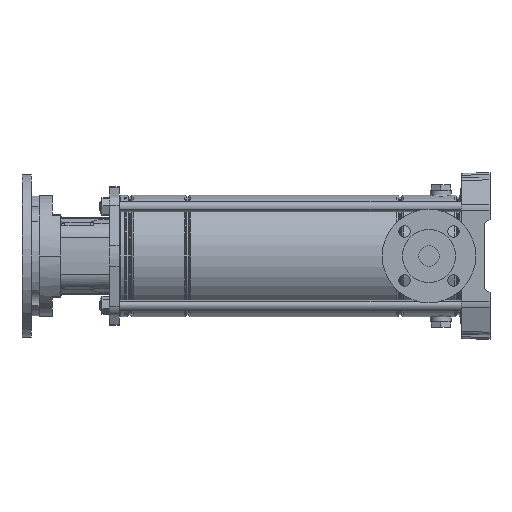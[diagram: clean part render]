
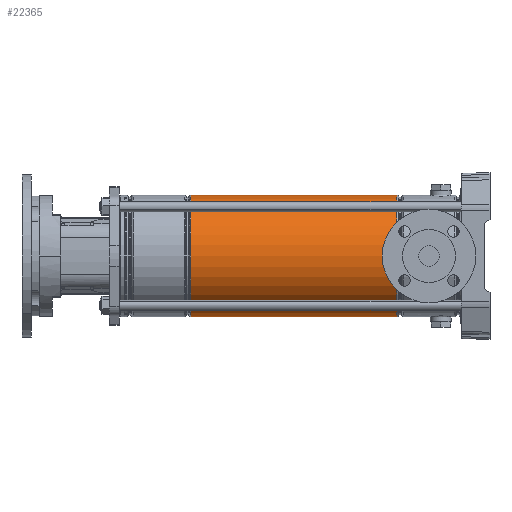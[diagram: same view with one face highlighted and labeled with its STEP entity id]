
A CAD part, left-side view. The second image highlights one B-rep face of the part: STEP entity #22365.
In plain terms, the highlighted cylindrical face has radius 74.9 mm (diameter 149.8 mm), a partial arc.
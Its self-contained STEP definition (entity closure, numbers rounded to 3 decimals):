
#1493 = ORIENTED_EDGE ( 'NONE', *, *, #6953, .T. ) ;
#1716 = ORIENTED_EDGE ( 'NONE', *, *, #25158, .T. ) ;
#2695 = DIRECTION ( 'NONE',  ( -1., 0., 0. ) ) ;
#2816 = CIRCLE ( 'NONE', #15369, 74.9 ) ;
#3566 = DIRECTION ( 'NONE',  ( 0., 0., -1. ) ) ;
#5583 = AXIS2_PLACEMENT_3D ( 'NONE', #6266, #10957, #26931 ) ;
#6266 = CARTESIAN_POINT ( 'NONE',  ( 0., 0., 340.221 ) ) ;
#6746 = VERTEX_POINT ( 'NONE', #10862 ) ;
#6953 = EDGE_CURVE ( 'NONE', #14652, #7832, #24253, .T. ) ;
#7450 = LINE ( 'NONE', #26002, #21172 ) ;
#7832 = VERTEX_POINT ( 'NONE', #21482 ) ;
#9214 = ORIENTED_EDGE ( 'NONE', *, *, #18731, .F. ) ;
#9495 = CYLINDRICAL_SURFACE ( 'NONE', #24323, 74.9 ) ;
#10862 = CARTESIAN_POINT ( 'NONE',  ( -74.9, 0., 340.221 ) ) ;
#10957 = DIRECTION ( 'NONE',  ( 0., 0., -1. ) ) ;
#11995 = VECTOR ( 'NONE', #3566, 1000. ) ;
#12148 = DIRECTION ( 'NONE',  ( 0., 0., -1. ) ) ;
#14034 = EDGE_CURVE ( 'NONE', #7832, #26546, #2816, .T. ) ;
#14055 = FACE_OUTER_BOUND ( 'NONE', #27001, .T. ) ;
#14200 = DIRECTION ( 'NONE',  ( 0., 0., -1. ) ) ;
#14387 = DIRECTION ( 'NONE',  ( 0., 0., 1. ) ) ;
#14652 = VERTEX_POINT ( 'NONE', #22677 ) ;
#15369 = AXIS2_PLACEMENT_3D ( 'NONE', #16337, #14387, #23572 ) ;
#16337 = CARTESIAN_POINT ( 'NONE',  ( 0., 0., 87.279 ) ) ;
#18731 = EDGE_CURVE ( 'NONE', #6746, #26546, #7450, .T. ) ;
#19163 = ORIENTED_EDGE ( 'NONE', *, *, #14034, .T. ) ;
#20491 = CARTESIAN_POINT ( 'NONE',  ( -74.9, 0., 87.279 ) ) ;
#21172 = VECTOR ( 'NONE', #12148, 1000. ) ;
#21482 = CARTESIAN_POINT ( 'NONE',  ( 74.9, 0., 87.279 ) ) ;
#22365 = ADVANCED_FACE ( 'NONE', ( #14055 ), #9495, .T. ) ;
#22677 = CARTESIAN_POINT ( 'NONE',  ( 74.9, 0., 340.221 ) ) ;
#23572 = DIRECTION ( 'NONE',  ( 1., 0., 0. ) ) ;
#24253 = LINE ( 'NONE', #26207, #11995 ) ;
#24323 = AXIS2_PLACEMENT_3D ( 'NONE', #25652, #14200, #2695 ) ;
#25158 = EDGE_CURVE ( 'NONE', #6746, #14652, #25379, .T. ) ;
#25379 = CIRCLE ( 'NONE', #5583, 74.9 ) ;
#25652 = CARTESIAN_POINT ( 'NONE',  ( 0., 0., 0. ) ) ;
#26002 = CARTESIAN_POINT ( 'NONE',  ( -74.9, 0., 0. ) ) ;
#26207 = CARTESIAN_POINT ( 'NONE',  ( 74.9, 0., 0. ) ) ;
#26546 = VERTEX_POINT ( 'NONE', #20491 ) ;
#26931 = DIRECTION ( 'NONE',  ( 1., 0., 0. ) ) ;
#27001 = EDGE_LOOP ( 'NONE', ( #1716, #1493, #19163, #9214 ) ) ;
